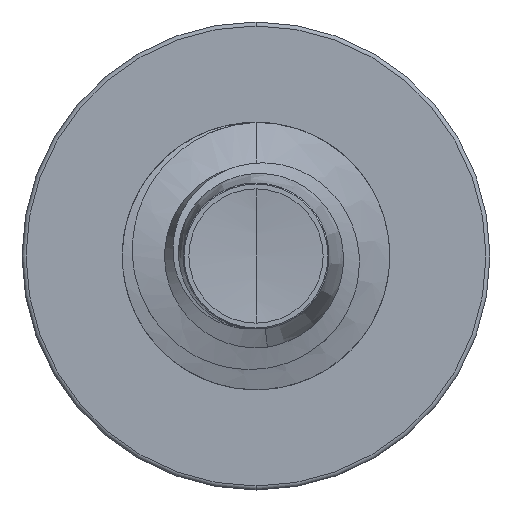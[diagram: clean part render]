
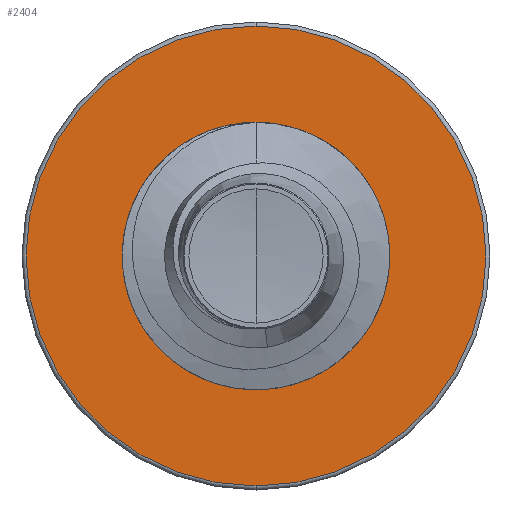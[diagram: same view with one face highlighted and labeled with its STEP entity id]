
A CAD part, front view. The second image highlights one B-rep face of the part: STEP entity #2404.
In plain terms, the highlighted planar face has unit normal (0, -1, 0).
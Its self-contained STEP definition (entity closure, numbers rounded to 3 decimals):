
#36 = DIRECTION ( 'NONE',  ( 0., 0., 1. ) ) ;
#61 = DIRECTION ( 'NONE',  ( 0., 1., 0. ) ) ;
#67 = CARTESIAN_POINT ( 'NONE',  ( 0., 9., 0. ) ) ;
#349 = CARTESIAN_POINT ( 'NONE',  ( 0., 9., -1.989 ) ) ;
#438 = VERTEX_POINT ( 'NONE', #4421 ) ;
#619 = FACE_OUTER_BOUND ( 'NONE', #10017, .T. ) ;
#2404 = ADVANCED_FACE ( 'NONE', ( #619, #10375 ), #3401, .F. ) ;
#2438 = AXIS2_PLACEMENT_3D ( 'NONE', #3426, #3376, #3355 ) ;
#2742 = CIRCLE ( 'NONE', #9921, 1.989 ) ;
#3303 = ORIENTED_EDGE ( 'NONE', *, *, #11722, .T. ) ;
#3355 = DIRECTION ( 'NONE',  ( 0., 0., 1. ) ) ;
#3376 = DIRECTION ( 'NONE',  ( 0., 1., 0. ) ) ;
#3401 = PLANE ( 'NONE',  #2438 ) ;
#3426 = CARTESIAN_POINT ( 'NONE',  ( 0., 9., -1.989 ) ) ;
#4421 = CARTESIAN_POINT ( 'NONE',  ( 0., 9., -3.44 ) ) ;
#5086 = DIRECTION ( 'NONE',  ( 0., 0., 1. ) ) ;
#5267 = CARTESIAN_POINT ( 'NONE',  ( 0., 9., 0. ) ) ;
#5281 = DIRECTION ( 'NONE',  ( 0., 1., 0. ) ) ;
#6104 = CIRCLE ( 'NONE', #8153, 3.44 ) ;
#6320 = ORIENTED_EDGE ( 'NONE', *, *, #11708, .F. ) ;
#6496 = VERTEX_POINT ( 'NONE', #349 ) ;
#7185 = DIRECTION ( 'NONE',  ( 0., 1., 0. ) ) ;
#7535 = DIRECTION ( 'NONE',  ( 0., 0., 1. ) ) ;
#7829 = EDGE_LOOP ( 'NONE', ( #3303, #9500 ) ) ;
#8051 = CARTESIAN_POINT ( 'NONE',  ( 0., 9., 0. ) ) ;
#8153 = AXIS2_PLACEMENT_3D ( 'NONE', #10117, #9736, #10114 ) ;
#8558 = VERTEX_POINT ( 'NONE', #12081 ) ;
#8886 = CARTESIAN_POINT ( 'NONE',  ( 0., 9., 3.44 ) ) ;
#9205 = VERTEX_POINT ( 'NONE', #8886 ) ;
#9500 = ORIENTED_EDGE ( 'NONE', *, *, #12022, .T. ) ;
#9736 = DIRECTION ( 'NONE',  ( 0., 1., 0. ) ) ;
#9921 = AXIS2_PLACEMENT_3D ( 'NONE', #67, #61, #36 ) ;
#10017 = EDGE_LOOP ( 'NONE', ( #6320, #11454 ) ) ;
#10114 = DIRECTION ( 'NONE',  ( 0., 0., 1. ) ) ;
#10117 = CARTESIAN_POINT ( 'NONE',  ( 0., 9., 0. ) ) ;
#10375 = FACE_BOUND ( 'NONE', #7829, .T. ) ;
#10602 = CIRCLE ( 'NONE', #11700, 1.989 ) ;
#11203 = AXIS2_PLACEMENT_3D ( 'NONE', #8051, #7185, #7535 ) ;
#11454 = ORIENTED_EDGE ( 'NONE', *, *, #11562, .F. ) ;
#11562 = EDGE_CURVE ( 'NONE', #438, #9205, #6104, .T. ) ;
#11700 = AXIS2_PLACEMENT_3D ( 'NONE', #5267, #5281, #5086 ) ;
#11708 = EDGE_CURVE ( 'NONE', #9205, #438, #12595, .T. ) ;
#11722 = EDGE_CURVE ( 'NONE', #8558, #6496, #10602, .T. ) ;
#12022 = EDGE_CURVE ( 'NONE', #6496, #8558, #2742, .T. ) ;
#12081 = CARTESIAN_POINT ( 'NONE',  ( 0., 9., 1.989 ) ) ;
#12595 = CIRCLE ( 'NONE', #11203, 3.44 ) ;
